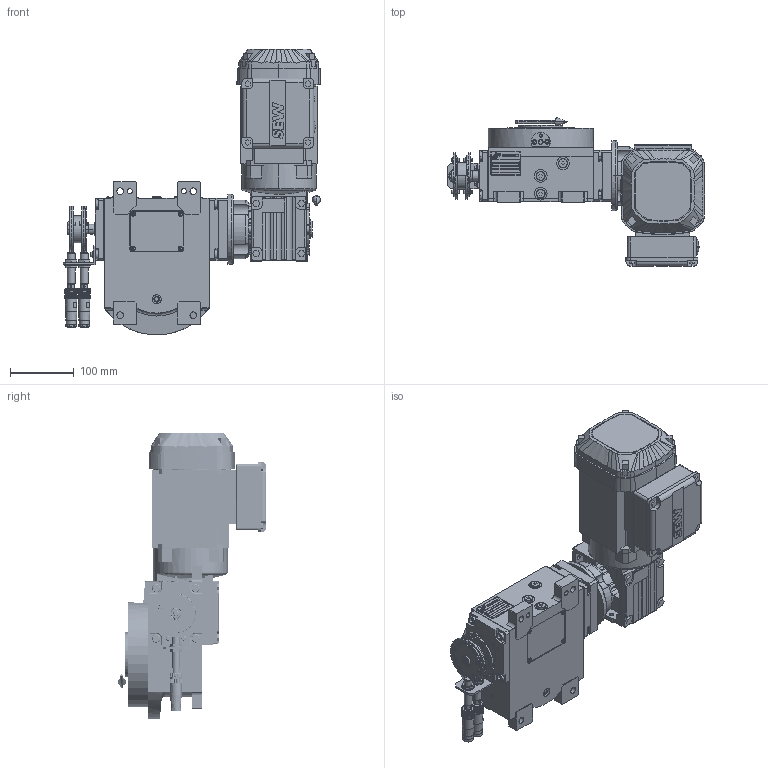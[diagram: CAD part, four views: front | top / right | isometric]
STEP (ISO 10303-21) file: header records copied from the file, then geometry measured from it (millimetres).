
FILE_DESCRIPTION (( 'STEP AP203' ), '1' );
FILE_NAME ('PC5201967.step', '2026-03-24T09:04:16', ( '' ), ( '' ), 'SwSTEP 2.0', 'SolidWorks 2020', '' );
FILE_SCHEMA (( 'CONFIG_CONTROL_DESIGN' ));
Length unit declared in the file: millimetre
Products named in the file (85): olio_agip_blasia_150; AS_rig04_015; PC5201967; cfn2000_01_147; cfn2104_01_016; rig04_015; cfn2077_01_018; cfn2128_04_011; cfn2401_02_005; RIG06_021_AF0.stp; cfn2070_05_001; CFN2223_01-390X6-B.stp; AS_rig04_004_s_002; cfn2115_02_068; CFN2010_01_006.stp; AS_rig04_071_6_m; freccia_angolare_albero; AS_rig04_004; AS_rig04_004_s_001; rig04_004_s_002; cfn2276_01_065; 900_38_10_028; CFN2356_03_051.stp; cfn2000_01_129; cfn2000_01_184; cfn2003_01_063; AS_cfn2400_04_024; rig04_001_a; CFN2104_02_017.stp; cfn2115_02_213; freccia_angolare; AS_rig04_002_bl_007; cfn2476_01_001_48x38; CFN2000_01_185.stp; rig04_004; AS_900_38_10_028; AS_cfn2476_01_001_48x38; CFN2010_02_002.stp; cfn2155_01_038; rig04_004_s_001 ...
Assembly tree (82 placements, depth 5):
  olio_agip_blasia_150
  PC5201967
    rig04_001_a
    AS_cfn2476_01_001_48x38
      cfn2476_01_001_48x38
      cfn2107_01_001
      cfn2107_01_001
    AS_rig04_071_6_m
      rig04_071_6_m.stp
        RIG04_005_ASM.stp
          RIG04_005_AF0.stp
          RIG06_021_AF0.stp
          CFN2000_01_185.stp
          CFN2000_01_185.stp
          CFN2104_02_017.stp
        CFN2155_01_007.stp
        CFN2010_02_002.stp
      rig04_003_6
      cfn2000_01_147
      cfn2000_01_147
      cfn2000_01_147
      cfn2000_01_147
      cfn2000_01_147
      cfn2000_01_147
      cfn2000_01_147
      cfn2000_01_147
      cfn2104_01_016  x2
    cfn2073_01_011
    AS_rig04_004_s_002
      rig04_004_s_002
      cfn2155_01_038
      cfn2070_05_001
      cfn2000_01_129
      cfn2000_01_129  x2
      cfn2000_01_129
    AS_rig04_004
      rig04_004
      cfn2155_01_055
      cfn2070_05_001
      cfn2000_01_129  x2
      cfn2000_01_129
      cfn2000_01_129
    AS_rig04_002_bl_007
      rig04_002_bl_007
      cfn2115_02_068
    AS_rig04_004_s_001
      rig04_004_s_001
      cfn2000_01_129
      cfn2000_01_129
      cfn2000_01_129  x2
    cfn2128_04_011
    cfn2128_04_011
    cfn2128_04_011
    cfn2128_05_006
    AS_rig04_015
      rig04_015
      cfn2003_01_063
      cfn2003_01_063
      cfn2003_01_063
      cfn2003_01_063
Bounding box: 404.91 x 233.5 x 449.05 mm (x, y, z)
Volume: 6090375.4 mm3; surface area: 759463.7 mm2
Topology: 83 solids, 89 shells, 5410 faces, 13826 edges, 8826 vertices
Faces by surface type: plane 2583, cylinder 1871, cone 873, torus 39, bspline 34, sphere 10
Entity records: 145747 total; most frequent: CARTESIAN_POINT 33606, DIRECTION 21676, ORIENTED_EDGE 21434, EDGE_CURVE 10717, AXIS2_PLACEMENT_3D 7774, VERTEX_POINT 6916, LINE 6128, VECTOR 6128
